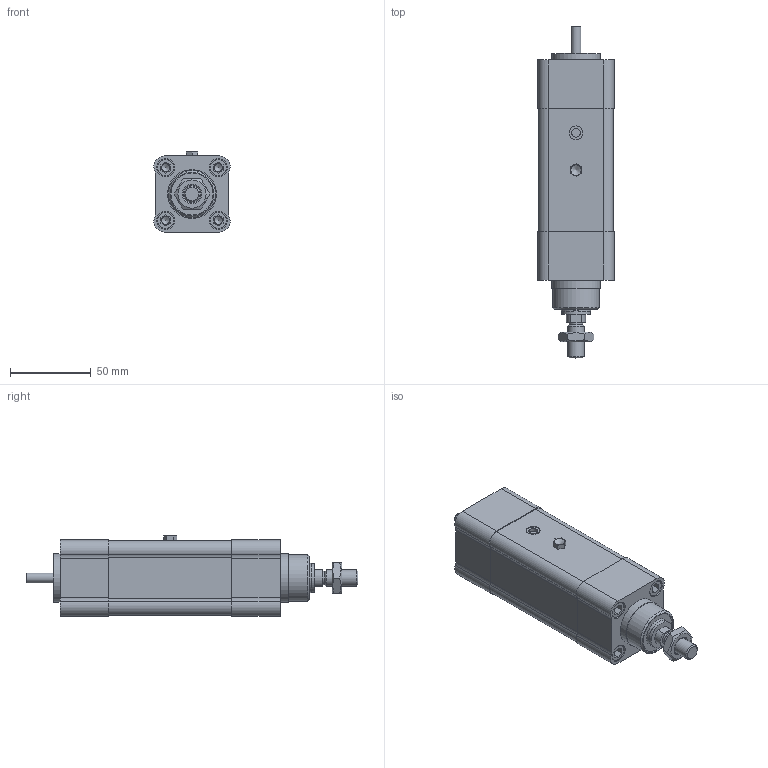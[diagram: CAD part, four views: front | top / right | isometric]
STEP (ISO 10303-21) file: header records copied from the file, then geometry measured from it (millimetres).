
FILE_DESCRIPTION(/* description */ (''),/* implementation_level */ '2;1');
FILE_NAME(/* name */ 'PNCE 32 _ _ _ _ 0 S.stp',/* time_stamp */ '2016-11-22T08:46:37+01:00',/* author */ ('PVeber'),/* organization */ (''),/* preprocessor_version */ 'ST-DEVELOPER v16.1',/* originating_system */ 'Autodesk Inventor 2016',/* authorisation */ '');
FILE_SCHEMA (('AUTOMOTIVE_DESIGN { 1 0 10303 214 3 1 1 }'));
Length unit declared in the file: millimetre
Products named in the file (6): FRONT CAP PNCE 32; CYLINDER PROFILE PNCE 32 0; DRIVE CAP PNCE 32; PISTON ROD PNCE 32 0; DIN 439 - M12 x 1,25; PNCE 32 _ _ _ _ 0 S
Assembly tree (5 placements, depth 2):
  PNCE 32 _ _ _ _ 0 S
    FRONT CAP PNCE 32
    CYLINDER PROFILE PNCE 32 0
    DRIVE CAP PNCE 32
    PISTON ROD PNCE 32 0
    DIN 439 - M12 x 1,25
Bounding box: 46.97 x 205 x 49.5 mm (x, y, z)
Volume: 283773.5 mm3; surface area: 81330.5 mm2
Topology: 5 solids, 5 shells, 215 faces, 485 edges, 320 vertices
Faces by surface type: plane 124, cylinder 74, cone 17
Full cylindrical faces by diameter (mm): 4.917 x8, 5 x4, 5.3 x1, 6 x1, 6.5 x1, 8 x1, 8.4 x1, 8.5 x1, 10 x9, 10.647 x1, 11 x8, 17.8 x1, 18 x2, 22 x1, 26 x1, 29 x1, 30 x2, 31.5 x1, 32.5 x3
Entity records: 5694 total; most frequent: DIRECTION 998, CARTESIAN_POINT 956, ORIENTED_EDGE 806, EDGE_CURVE 403, AXIS2_PLACEMENT_3D 381, EDGE_LOOP 334, VERTEX_POINT 303, LINE 236
